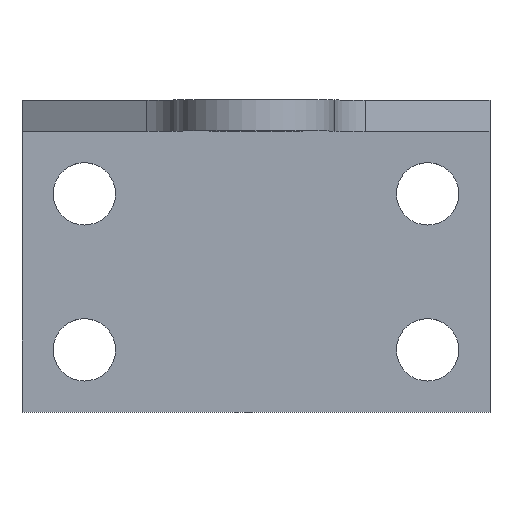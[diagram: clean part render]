
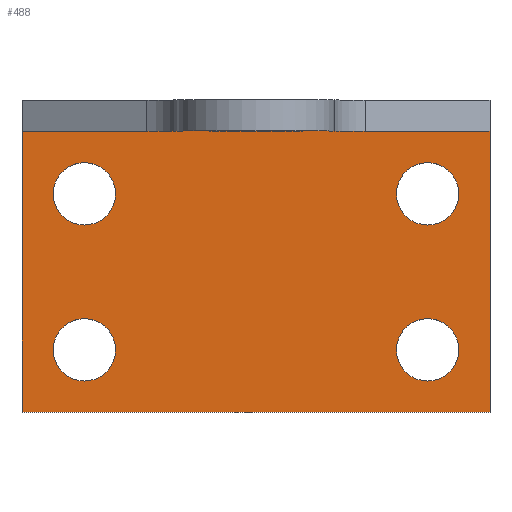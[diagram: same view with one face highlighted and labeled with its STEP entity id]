
A CAD part, top view. The second image highlights one B-rep face of the part: STEP entity #488.
In plain terms, the highlighted planar face has unit normal (0, 0, 1).
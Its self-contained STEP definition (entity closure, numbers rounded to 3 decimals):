
#15=FACE_BOUND('',#88,.T.);
#16=FACE_BOUND('',#89,.T.);
#17=FACE_BOUND('',#90,.T.);
#18=FACE_BOUND('',#91,.T.);
#29=PLANE('',#537);
#61=FACE_OUTER_BOUND('',#87,.T.);
#87=EDGE_LOOP('',(#371,#372,#373,#374));
#88=EDGE_LOOP('',(#375));
#89=EDGE_LOOP('',(#376));
#90=EDGE_LOOP('',(#377));
#91=EDGE_LOOP('',(#378));
#121=LINE('',#735,#169);
#124=LINE('',#741,#172);
#127=LINE('',#747,#175);
#130=LINE('',#751,#178);
#169=VECTOR('',#599,10.);
#172=VECTOR('',#604,10.);
#175=VECTOR('',#609,10.);
#178=VECTOR('',#614,10.);
#211=CIRCLE('',#522,10.);
#213=CIRCLE('',#525,10.);
#215=CIRCLE('',#528,10.);
#217=CIRCLE('',#531,10.);
#229=VERTEX_POINT('',#705);
#231=VERTEX_POINT('',#711);
#233=VERTEX_POINT('',#717);
#235=VERTEX_POINT('',#723);
#239=VERTEX_POINT('',#732);
#240=VERTEX_POINT('',#734);
#242=VERTEX_POINT('',#740);
#244=VERTEX_POINT('',#746);
#273=EDGE_CURVE('',#229,#229,#211,.T.);
#276=EDGE_CURVE('',#231,#231,#213,.T.);
#279=EDGE_CURVE('',#233,#233,#215,.T.);
#282=EDGE_CURVE('',#235,#235,#217,.T.);
#287=EDGE_CURVE('',#240,#239,#121,.T.);
#290=EDGE_CURVE('',#242,#240,#124,.T.);
#293=EDGE_CURVE('',#244,#242,#127,.T.);
#296=EDGE_CURVE('',#239,#244,#130,.T.);
#371=ORIENTED_EDGE('',*,*,#296,.T.);
#372=ORIENTED_EDGE('',*,*,#293,.T.);
#373=ORIENTED_EDGE('',*,*,#290,.T.);
#374=ORIENTED_EDGE('',*,*,#287,.T.);
#375=ORIENTED_EDGE('',*,*,#282,.T.);
#376=ORIENTED_EDGE('',*,*,#279,.T.);
#377=ORIENTED_EDGE('',*,*,#276,.T.);
#378=ORIENTED_EDGE('',*,*,#273,.T.);
#488=ADVANCED_FACE('',(#61,#15,#16,#17,#18),#29,.T.);
#522=AXIS2_PLACEMENT_3D('',#706,#569,#570);
#525=AXIS2_PLACEMENT_3D('',#712,#576,#577);
#528=AXIS2_PLACEMENT_3D('',#718,#583,#584);
#531=AXIS2_PLACEMENT_3D('',#724,#590,#591);
#537=AXIS2_PLACEMENT_3D('',#752,#615,#616);
#569=DIRECTION('center_axis',(0.,0.,-1.));
#570=DIRECTION('ref_axis',(1.,0.,0.));
#576=DIRECTION('center_axis',(0.,0.,-1.));
#577=DIRECTION('ref_axis',(1.,0.,0.));
#583=DIRECTION('center_axis',(0.,0.,-1.));
#584=DIRECTION('ref_axis',(1.,0.,0.));
#590=DIRECTION('center_axis',(0.,0.,-1.));
#591=DIRECTION('ref_axis',(1.,0.,0.));
#599=DIRECTION('',(0.,-1.,0.));
#604=DIRECTION('',(-1.,0.,0.));
#609=DIRECTION('',(0.,1.,0.));
#614=DIRECTION('',(1.,0.,0.));
#615=DIRECTION('center_axis',(0.,0.,1.));
#616=DIRECTION('ref_axis',(1.,0.,0.));
#705=CARTESIAN_POINT('',(120.,20.,10.));
#706=CARTESIAN_POINT('Origin',(130.,20.,10.));
#711=CARTESIAN_POINT('',(10.,20.,10.));
#712=CARTESIAN_POINT('Origin',(20.,20.,10.));
#717=CARTESIAN_POINT('',(10.,70.,10.));
#718=CARTESIAN_POINT('Origin',(20.,70.,10.));
#723=CARTESIAN_POINT('',(120.,70.,10.));
#724=CARTESIAN_POINT('Origin',(130.,70.,10.));
#732=CARTESIAN_POINT('',(0.,0.,10.));
#734=CARTESIAN_POINT('',(0.,100.,10.));
#735=CARTESIAN_POINT('',(0.,90.,10.));
#740=CARTESIAN_POINT('',(150.,100.,10.));
#741=CARTESIAN_POINT('',(0.,100.,10.));
#746=CARTESIAN_POINT('',(150.,0.,10.));
#747=CARTESIAN_POINT('',(150.,0.,10.));
#751=CARTESIAN_POINT('',(0.,0.,10.));
#752=CARTESIAN_POINT('Origin',(75.,50.,10.));
